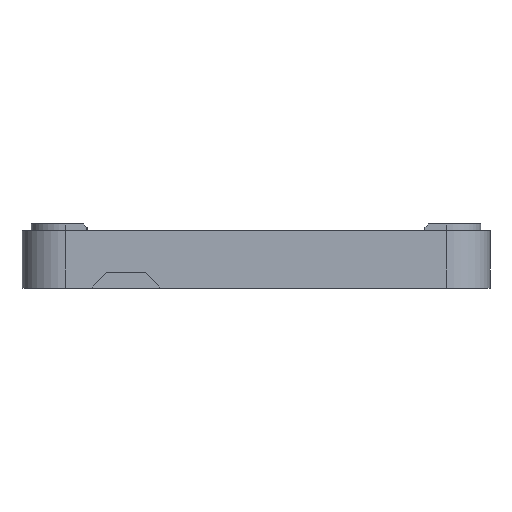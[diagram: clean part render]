
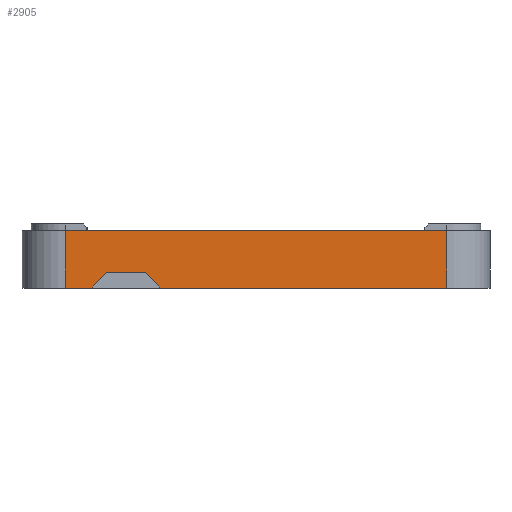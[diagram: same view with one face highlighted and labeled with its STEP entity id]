
A CAD part, left-side view. The second image highlights one B-rep face of the part: STEP entity #2905.
In plain terms, the highlighted planar face has unit normal (-1, 0, 0).
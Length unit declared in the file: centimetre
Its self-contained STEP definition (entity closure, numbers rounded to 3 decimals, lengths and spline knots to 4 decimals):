
#113=PLANE($,#3147);
#243=FACE_OUTER_BOUND($,#398,.T.);
#398=EDGE_LOOP($,(#2626,#2627,#2628,#2629,#2630,#2631,#2632,#2633));
#502=LINE($,#4192,#826);
#614=LINE($,#4448,#938);
#657=LINE($,#4556,#981);
#660=LINE($,#4569,#984);
#737=LINE($,#4864,#1061);
#746=LINE($,#4884,#1070);
#747=LINE($,#4886,#1071);
#748=LINE($,#4887,#1072);
#826=VECTOR($,#3316,4.4);
#938=VECTOR($,#3532,0.44);
#981=VECTOR($,#3629,0.3);
#984=VECTOR($,#3640,3.3);
#1061=VECTOR($,#3879,0.2546);
#1070=VECTOR($,#3910,0.2546);
#1071=VECTOR($,#3913,0.66);
#1072=VECTOR($,#3914,0.66);
#1268=VERTEX_POINT($,#4189);
#1269=VERTEX_POINT($,#4191);
#1360=VERTEX_POINT($,#4445);
#1361=VERTEX_POINT($,#4447);
#1398=VERTEX_POINT($,#4553);
#1399=VERTEX_POINT($,#4555);
#1404=VERTEX_POINT($,#4566);
#1405=VERTEX_POINT($,#4568);
#1557=EDGE_CURVE($,#1268,#1269,#502,.T.);
#1689=EDGE_CURVE($,#1361,#1360,#614,.T.);
#1745=EDGE_CURVE($,#1398,#1399,#657,.T.);
#1752=EDGE_CURVE($,#1404,#1405,#660,.T.);
#1860=EDGE_CURVE($,#1361,#1398,#737,.T.);
#1869=EDGE_CURVE($,#1405,#1360,#746,.T.);
#1870=EDGE_CURVE($,#1399,#1268,#747,.T.);
#1871=EDGE_CURVE($,#1269,#1404,#748,.T.);
#2626=ORIENTED_EDGE($,*,*,#1557,.F.);
#2627=ORIENTED_EDGE($,*,*,#1870,.F.);
#2628=ORIENTED_EDGE($,*,*,#1745,.F.);
#2629=ORIENTED_EDGE($,*,*,#1860,.F.);
#2630=ORIENTED_EDGE($,*,*,#1689,.T.);
#2631=ORIENTED_EDGE($,*,*,#1869,.F.);
#2632=ORIENTED_EDGE($,*,*,#1752,.F.);
#2633=ORIENTED_EDGE($,*,*,#1871,.F.);
#2905=ADVANCED_FACE($,(#243),#113,.F.);
#3147=AXIS2_PLACEMENT_3D($,#4885,#3911,#3912);
#3316=DIRECTION($,(0.,-1.,0.));
#3532=DIRECTION($,(0.,-1.,0.));
#3629=DIRECTION($,(0.,1.,0.));
#3640=DIRECTION($,(0.,1.,0.));
#3879=DIRECTION($,(0.,0.707,-0.707));
#3910=DIRECTION($,(0.,0.707,0.707));
#3911=DIRECTION('center_axis',(1.,0.,0.));
#3912=DIRECTION('ref_axis',(0.,0.,-1.));
#3913=DIRECTION($,(0.,0.,1.));
#3914=DIRECTION($,(0.,0.,-1.));
#4189=CARTESIAN_POINT('',(13.3,28.2,1.44));
#4191=CARTESIAN_POINT('',(13.3,23.8,1.44));
#4192=CARTESIAN_POINT($,(13.3,26.,1.44));
#4445=CARTESIAN_POINT('',(13.3,27.28,0.96));
#4447=CARTESIAN_POINT('',(13.3,27.72,0.96));
#4448=CARTESIAN_POINT($,(13.3,26.75,0.96));
#4553=CARTESIAN_POINT('',(13.3,27.9,0.78));
#4555=CARTESIAN_POINT('',(13.3,28.2,0.78));
#4556=CARTESIAN_POINT($,(13.3,26.,0.78));
#4566=CARTESIAN_POINT('',(13.3,23.8,0.78));
#4568=CARTESIAN_POINT('',(13.3,27.1,0.78));
#4569=CARTESIAN_POINT($,(13.3,26.,0.78));
#4864=CARTESIAN_POINT($,(13.3,27.3175,1.3625));
#4884=CARTESIAN_POINT($,(13.3,26.9325,0.6125));
#4885=CARTESIAN_POINT('Origin',(13.3,26.,1.11));
#4886=CARTESIAN_POINT($,(13.3,28.2,1.11));
#4887=CARTESIAN_POINT($,(13.3,23.8,1.11));
